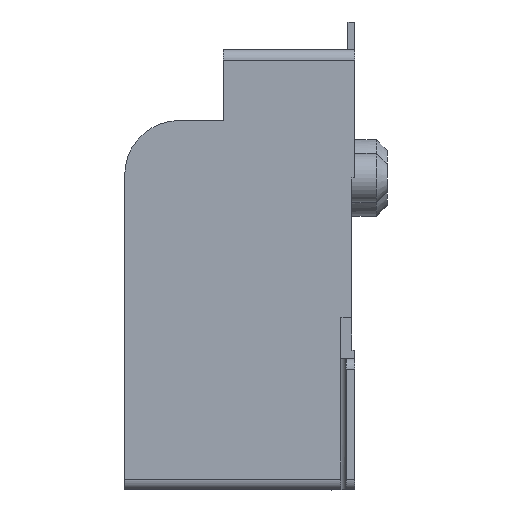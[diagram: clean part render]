
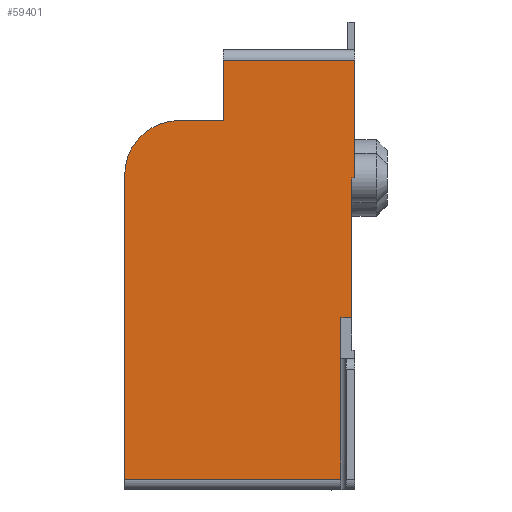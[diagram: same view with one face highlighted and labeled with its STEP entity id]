
A CAD part, left-side view. The second image highlights one B-rep face of the part: STEP entity #59401.
In plain terms, the highlighted planar face has unit normal (1, 0, 0).
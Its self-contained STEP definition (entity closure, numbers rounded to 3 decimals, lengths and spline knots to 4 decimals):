
#8128=PLANE('',#85480);
#11571=FACE_OUTER_BOUND('',#13420,.T.);
#13420=EDGE_LOOP('',(#57361,#57362,#57363,#57364,#57365,#57366,#57367,#57368,
#57369,#57370,#57371));
#20787=LINE('',#129806,#28183);
#20788=LINE('',#129808,#28184);
#20789=LINE('',#129810,#28185);
#20790=LINE('',#129812,#28186);
#20791=LINE('',#129816,#28187);
#20792=LINE('',#129818,#28188);
#20793=LINE('',#129820,#28189);
#20794=LINE('',#129822,#28190);
#20795=LINE('',#129824,#28191);
#20796=LINE('',#129825,#28192);
#28183=VECTOR('',#104307,0.2);
#28184=VECTOR('',#104308,2.95);
#28185=VECTOR('',#104309,3.95);
#28186=VECTOR('',#104310,5.55);
#28187=VECTOR('',#104313,0.8);
#28188=VECTOR('',#104314,1.1);
#28189=VECTOR('',#104315,2.4);
#28190=VECTOR('',#104316,2.15);
#28191=VECTOR('',#104317,0.05);
#28192=VECTOR('',#104318,2.55);
#29740=CIRCLE('',#85481,1.);
#38925=VERTEX_POINT('',#129804);
#38926=VERTEX_POINT('',#129805);
#38927=VERTEX_POINT('',#129807);
#38928=VERTEX_POINT('',#129809);
#38929=VERTEX_POINT('',#129811);
#38930=VERTEX_POINT('',#129813);
#38931=VERTEX_POINT('',#129815);
#38932=VERTEX_POINT('',#129817);
#38933=VERTEX_POINT('',#129819);
#38934=VERTEX_POINT('',#129821);
#38935=VERTEX_POINT('',#129823);
#48143=EDGE_CURVE('',#38925,#38926,#20787,.T.);
#48144=EDGE_CURVE('',#38926,#38927,#20788,.T.);
#48145=EDGE_CURVE('',#38927,#38928,#20789,.T.);
#48146=EDGE_CURVE('',#38928,#38929,#20790,.T.);
#48147=EDGE_CURVE('',#38929,#38930,#29740,.T.);
#48148=EDGE_CURVE('',#38930,#38931,#20791,.T.);
#48149=EDGE_CURVE('',#38931,#38932,#20792,.T.);
#48150=EDGE_CURVE('',#38932,#38933,#20793,.T.);
#48151=EDGE_CURVE('',#38933,#38934,#20794,.T.);
#48152=EDGE_CURVE('',#38934,#38935,#20795,.T.);
#48153=EDGE_CURVE('',#38935,#38925,#20796,.T.);
#57361=ORIENTED_EDGE('',*,*,#48143,.T.);
#57362=ORIENTED_EDGE('',*,*,#48144,.T.);
#57363=ORIENTED_EDGE('',*,*,#48145,.T.);
#57364=ORIENTED_EDGE('',*,*,#48146,.T.);
#57365=ORIENTED_EDGE('',*,*,#48147,.T.);
#57366=ORIENTED_EDGE('',*,*,#48148,.T.);
#57367=ORIENTED_EDGE('',*,*,#48149,.T.);
#57368=ORIENTED_EDGE('',*,*,#48150,.T.);
#57369=ORIENTED_EDGE('',*,*,#48151,.T.);
#57370=ORIENTED_EDGE('',*,*,#48152,.T.);
#57371=ORIENTED_EDGE('',*,*,#48153,.T.);
#59401=ADVANCED_FACE('',(#11571),#8128,.T.);
#85480=AXIS2_PLACEMENT_3D('',#129803,#104305,#104306);
#85481=AXIS2_PLACEMENT_3D('',#129814,#104311,#104312);
#104305=DIRECTION('center_axis',(1.,0.,0.));
#104306=DIRECTION('ref_axis',(0.,0.,-1.));
#104307=DIRECTION('',(0.,1.,0.));
#104308=DIRECTION('',(0.,0.,-1.));
#104309=DIRECTION('',(0.,1.,0.));
#104310=DIRECTION('',(0.,0.,1.));
#104311=DIRECTION('center_axis',(1.,0.,0.));
#104312=DIRECTION('ref_axis',(0.,1.,0.));
#104313=DIRECTION('',(0.,-1.,0.));
#104314=DIRECTION('',(0.,0.,1.));
#104315=DIRECTION('',(0.,-1.,0.));
#104316=DIRECTION('',(0.,0.,-1.));
#104317=DIRECTION('',(0.,1.,0.));
#104318=DIRECTION('',(0.,0.,-1.));
#129803=CARTESIAN_POINT('Origin',(-11.,0.,0.075));
#129804=CARTESIAN_POINT('',(-11.,0.05,-0.8));
#129805=CARTESIAN_POINT('',(-11.,0.25,-0.8));
#129806=CARTESIAN_POINT('',(-11.,0.05,-0.8));
#129807=CARTESIAN_POINT('',(-11.,0.25,-3.75));
#129808=CARTESIAN_POINT('',(-11.,0.25,-0.8));
#129809=CARTESIAN_POINT('',(-11.,4.2,-3.75));
#129810=CARTESIAN_POINT('',(-11.,0.25,-3.75));
#129811=CARTESIAN_POINT('',(-11.,4.2,1.8));
#129812=CARTESIAN_POINT('',(-11.,4.2,-3.75));
#129813=CARTESIAN_POINT('',(-11.,3.2,2.8));
#129814=CARTESIAN_POINT('Origin',(-11.,3.2,1.8));
#129815=CARTESIAN_POINT('',(-11.,2.4,2.8));
#129816=CARTESIAN_POINT('',(-11.,3.2,2.8));
#129817=CARTESIAN_POINT('',(-11.,2.4,3.9));
#129818=CARTESIAN_POINT('',(-11.,2.4,2.8));
#129819=CARTESIAN_POINT('',(-11.,0.,3.9));
#129820=CARTESIAN_POINT('',(-11.,2.4,3.9));
#129821=CARTESIAN_POINT('',(-11.,0.,1.75));
#129822=CARTESIAN_POINT('',(-11.,0.,3.9));
#129823=CARTESIAN_POINT('',(-11.,0.05,1.75));
#129824=CARTESIAN_POINT('',(-11.,0.,1.75));
#129825=CARTESIAN_POINT('',(-11.,0.05,1.75));
